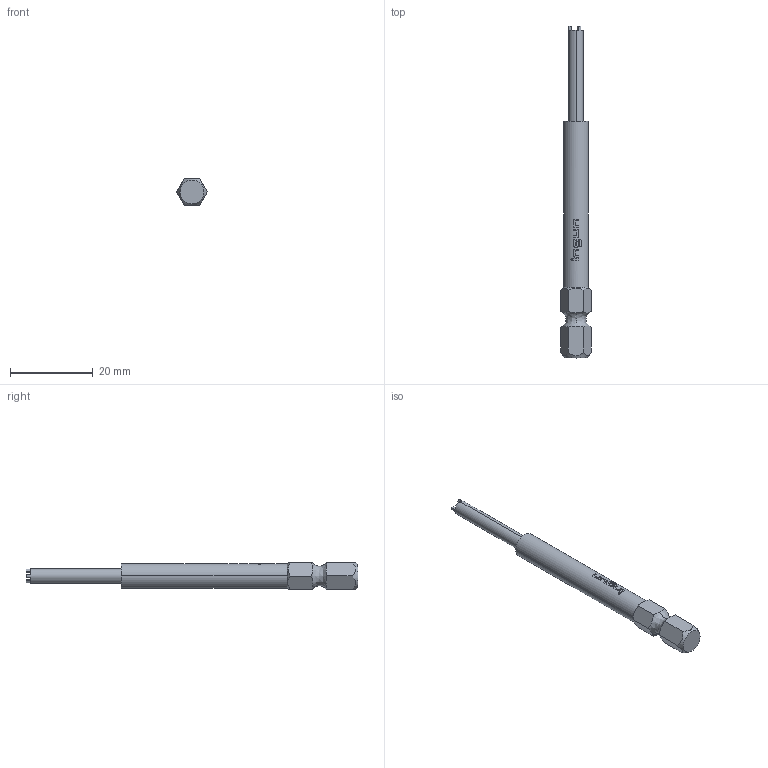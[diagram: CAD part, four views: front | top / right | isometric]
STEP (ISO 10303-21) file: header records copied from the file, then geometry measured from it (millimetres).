
FILE_DESCRIPTION (( 'STEP AP203' ), '1' );
FILE_NAME ('INGUN_BIT-T-888_M-3.STEP', '2021-10-19T09:03:54', ( 'ochi' ), ( '' ), 'SwSTEP 2.0', 'SolidWorks 2018', '' );
FILE_SCHEMA (( 'CONFIG_CONTROL_DESIGN' ));
Length unit declared in the file: millimetre
Products named in the file (1): INGUN_BIT-T-888_M-3
Bounding box: 7.33 x 80 x 6.35 mm (x, y, z)
Volume: 1742.4 mm3; surface area: 1664.5 mm2
Topology: 1 solids, 1 shells, 111 faces, 306 edges, 204 vertices
Faces by surface type: plane 67, bspline 24, cylinder 14, cone 6
Entity records: 4123 total; most frequent: CARTESIAN_POINT 1440, ORIENTED_EDGE 612, DIRECTION 442, EDGE_CURVE 306, VERTEX_POINT 204, AXIS2_PLACEMENT_3D 166, EDGE_LOOP 118, B_SPLINE_CURVE_WITH_KNOTS 118
